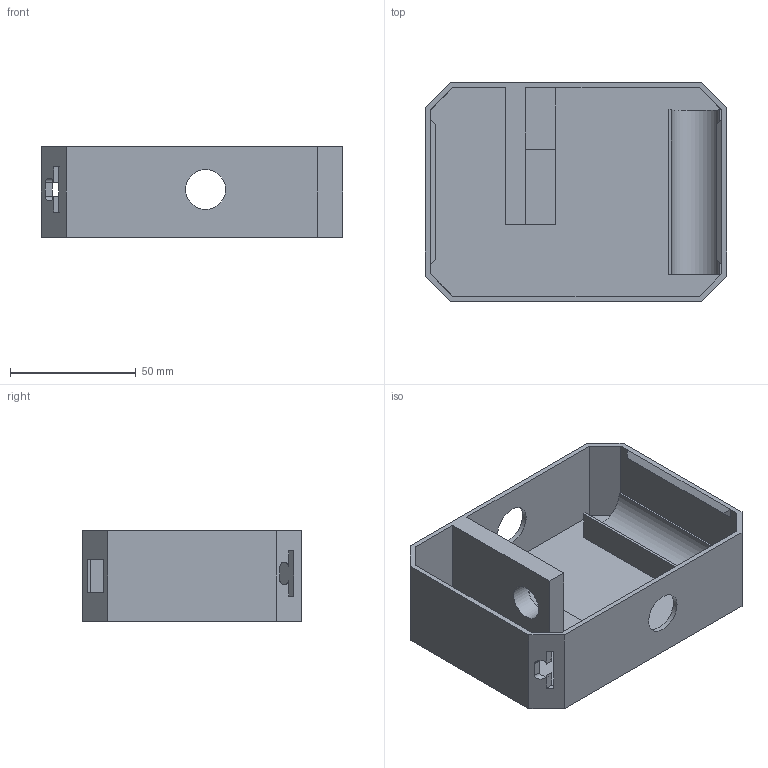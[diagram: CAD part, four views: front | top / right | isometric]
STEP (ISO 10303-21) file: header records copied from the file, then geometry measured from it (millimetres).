
FILE_DESCRIPTION(/* description */ (''),/* implementation_level */ '2;1');
FILE_NAME(/* name */ 'f=ma box v10.step',/* time_stamp */ '2023-06-16T00:20:15+03:00',/* author */ (''),/* organization */ (''),/* preprocessor_version */ 'ST-DEVELOPER v19.2',/* originating_system */ 'Autodesk Translation Framework v12.6.0.85',/* authorisation */ '');
FILE_SCHEMA (('AUTOMOTIVE_DESIGN { 1 0 10303 214 3 1 1 }'));
Length unit declared in the file: millimetre
Products named in the file (1): f=ma box
Bounding box: 120 x 87 x 36 mm (x, y, z)
Volume: 68289.9 mm3; surface area: 51755.9 mm2
Topology: 1 solids, 1 shells, 247 faces, 702 edges, 466 vertices
Faces by surface type: bspline 169, plane 72, cylinder 6
Full cylindrical faces by diameter (mm): 14 x1, 16 x2
Entity records: 8336 total; most frequent: CARTESIAN_POINT 3277, ORIENTED_EDGE 1404, EDGE_CURVE 702, DIRECTION 534, VERTEX_POINT 466, LINE 352, VECTOR 352, EDGE_LOOP 266
